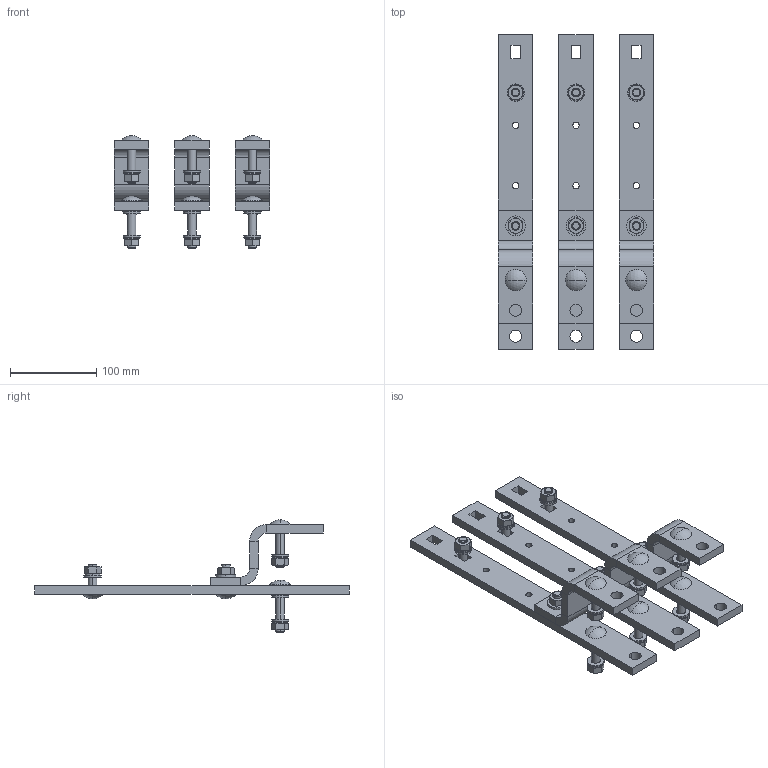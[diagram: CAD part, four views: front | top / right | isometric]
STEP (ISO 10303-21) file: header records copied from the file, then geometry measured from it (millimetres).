
FILE_DESCRIPTION(('STEP AP214'),'1');
FILE_NAME('cctmp_F17BD950-36C1-4591-B8E6-C076BC3D6F6A_2024_05_23_13_32_06_0987..stp','2024-05-23T11:32:07',('SIEMENS A&D'),('CADClick - www.CADClick.com'),'Spatial InterOp 3D',' ','unknown authorization');
FILE_SCHEMA(('AUTOMOTIVE_DESIGN'));
Length unit declared in the file: millimetre
Products named in the file (58): cc_unnamed; 2024_05_23_13_32_06_0972; 2024_05_23_13_32_06_0940; 2024_05_23_13_32_06_0909; 2024_05_23_13_32_06_0878; 2024_05_23_13_32_06_0846; 2024_05_23_13_32_06_0815; 2024_05_23_13_32_06_0784; 2024_05_23_13_32_06_0752; 2024_05_23_13_32_06_0721; 2024_05_23_13_32_06_0643; 2024_05_23_13_32_06_0612; 2024_05_23_13_32_06_0581; 2024_05_23_13_32_06_0518; 2024_05_23_13_32_06_0487; 2024_05_23_13_32_06_0456; 2024_05_23_13_32_06_0393; 2024_05_23_13_32_06_0362; 2024_05_23_13_32_06_0331; 2024_05_23_13_32_06_0299; 2024_05_23_13_32_06_0226; 2024_05_23_13_32_06_0195; 2024_05_23_13_32_06_0164; 2024_05_23_13_32_06_0126; 2024_05_23_13_32_06_0063; 2024_05_23_13_32_06_0018; 2024_05_23_13_32_05_0987; 2024_05_23_13_32_05_0956; 2024_05_23_13_32_05_0893; 2024_05_23_13_32_05_0862; 2024_05_23_13_32_05_0831; 2024_05_23_13_32_05_0784; 2024_05_23_13_32_05_0706; 2024_05_23_13_32_05_0662; 2024_05_23_13_32_05_0627; 2024_05_23_13_32_05_0596; 2024_05_23_13_32_05_0534; 2024_05_23_13_32_05_0493; 2024_05_23_13_32_05_0462; 2024_05_23_13_32_05_0425 ...
Assembly tree (57 placements, depth 2):
  cc_unnamed
    2024_05_23_13_32_06_0972
    2024_05_23_13_32_06_0940
    2024_05_23_13_32_06_0909
    2024_05_23_13_32_06_0878
    2024_05_23_13_32_06_0846
    2024_05_23_13_32_06_0815
    2024_05_23_13_32_06_0784
    2024_05_23_13_32_06_0752
    2024_05_23_13_32_06_0721
    2024_05_23_13_32_06_0643
    2024_05_23_13_32_06_0612
    2024_05_23_13_32_06_0581
    2024_05_23_13_32_06_0518
    2024_05_23_13_32_06_0487
    2024_05_23_13_32_06_0456
    2024_05_23_13_32_06_0393
    2024_05_23_13_32_06_0362
    2024_05_23_13_32_06_0331
    2024_05_23_13_32_06_0299
    2024_05_23_13_32_06_0226
    2024_05_23_13_32_06_0195
    2024_05_23_13_32_06_0164
    2024_05_23_13_32_06_0126
    2024_05_23_13_32_06_0063
    2024_05_23_13_32_06_0018
    2024_05_23_13_32_05_0987
    2024_05_23_13_32_05_0956
    2024_05_23_13_32_05_0893
    2024_05_23_13_32_05_0862
    2024_05_23_13_32_05_0831
    2024_05_23_13_32_05_0784
    2024_05_23_13_32_05_0706
    2024_05_23_13_32_05_0662
    2024_05_23_13_32_05_0627
    2024_05_23_13_32_05_0596
    2024_05_23_13_32_05_0534
    2024_05_23_13_32_05_0493
    2024_05_23_13_32_05_0462
    2024_05_23_13_32_05_0425
    2024_05_23_13_32_05_0362
    2024_05_23_13_32_05_0325
    2024_05_23_13_32_05_0293
    2024_05_23_13_32_05_0262
    2024_05_23_13_32_05_0194
    2024_05_23_13_32_05_0162
    2024_05_23_13_32_05_0125
    2024_05_23_13_32_05_0094
    2024_05_23_13_32_05_0019
    2024_05_23_13_32_04_0987
    2024_05_23_13_32_04_0956
    2024_05_23_13_32_04_0925
    2024_05_23_13_32_04_0862
    2024_05_23_13_32_04_0831
    2024_05_23_13_32_04_0800
    2024_05_23_13_32_04_0762
    2024_05_23_13_32_04_0721
    2024_05_23_13_32_04_0690
Bounding box: 180 x 364.5 x 130.38 mm (x, y, z)
Volume: 700887.5 mm3; surface area: 232401.4 mm2
Topology: 57 solids, 57 shells, 792 faces, 1746 edges, 1104 vertices
Faces by surface type: plane 408, cylinder 216, cone 144, sphere 24
Entity records: 30089 total; most frequent: CARTESIAN_POINT 4276, DIRECTION 3926, ORIENTED_EDGE 3492, EDGE_CURVE 1746, AXIS2_PLACEMENT_3D 1474, VERTEX_POINT 1104, LINE 978, VECTOR 978
